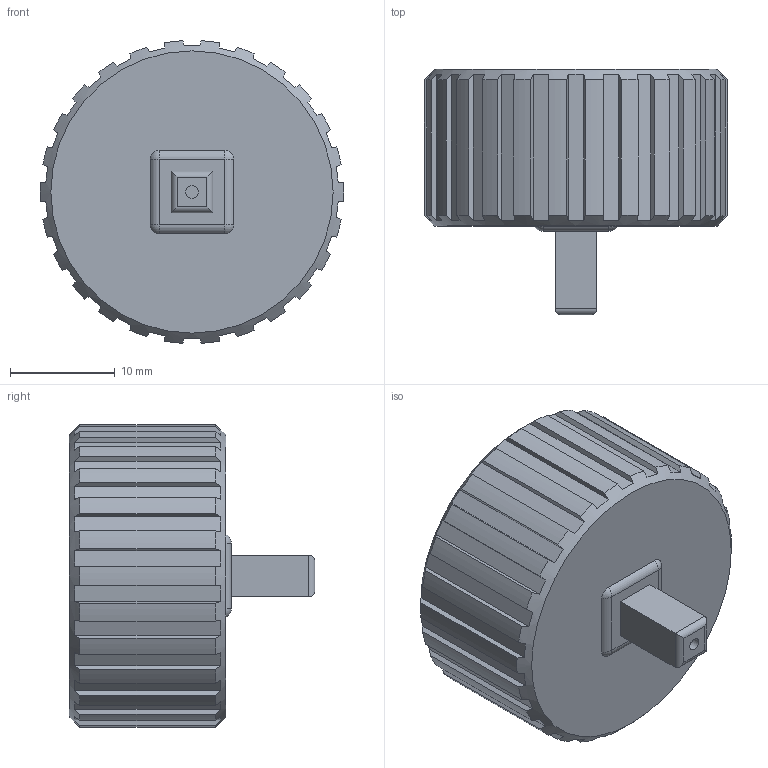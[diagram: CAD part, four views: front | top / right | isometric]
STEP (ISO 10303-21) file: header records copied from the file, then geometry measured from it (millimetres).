
FILE_DESCRIPTION(/* description */ ('','CAx-IF Rec.Pracs.---Representation and Presentation of Product Manufacturing Information (PMI)---4.0---2014-10-13'),/* implementation_level */ '2;1');
FILE_NAME(/* name */ 'smallbutton.step',/* time_stamp */ '2025-01-06T14:42:05+01:00',/* author */ (''),/* organization */ (''),/* preprocessor_version */ 'ST-DEVELOPER v20',/* originating_system */ 'Autodesk Translation Framework v13.20.0.188',/* authorisation */ '');
FILE_SCHEMA (('AP242_MANAGED_MODEL_BASED_3D_ENGINEERING_MIM_LF { 1 0 10303 442 1 1 4 }'));
Length unit declared in the file: millimetre
Products named in the file (1): Anneau MAP micro
Bounding box: 28.99 x 23.5 x 28.95 mm (x, y, z)
Volume: 9672.7 mm3; surface area: 3012.2 mm2
Topology: 1 solids, 1 shells, 128 faces, 361 edges, 238 vertices
Faces by surface type: plane 87, cylinder 35, sphere 4, cone 2
Full cylindrical faces by diameter (mm): 1.2 x1
Entity records: 4099 total; most frequent: CARTESIAN_POINT 1096, ORIENTED_EDGE 722, DIRECTION 533, EDGE_CURVE 361, VERTEX_POINT 238, AXIS2_PLACEMENT_3D 201, EDGE_LOOP 131, LINE 131
